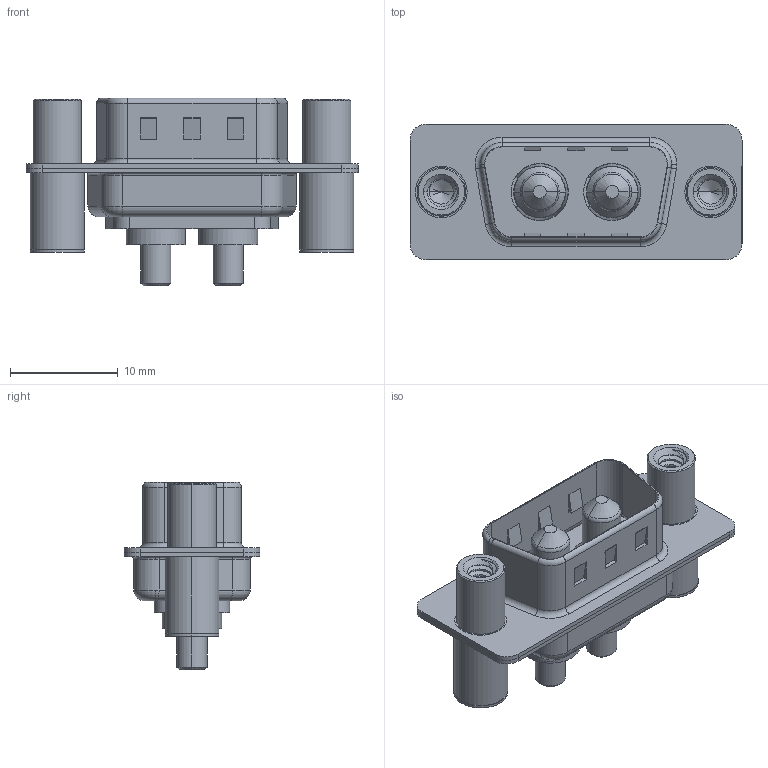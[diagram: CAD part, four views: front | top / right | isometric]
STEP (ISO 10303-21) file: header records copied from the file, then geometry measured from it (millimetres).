
FILE_DESCRIPTION (( 'STEP AP203' ), '1' );
FILE_NAME ('627-2W2-624-2T4.STEP', '2019-05-23T22:17:02', ( '' ), ( '' ), 'SwSTEP 2.0', 'SolidWorks 2016', '' );
FILE_SCHEMA (( 'CONFIG_CONTROL_DESIGN' ));
Length unit declared in the file: millimetre
Products named in the file (6): Power Pin_20A S; 627-2W2-624-2T4; 627Combo Housing_2W2; 627Combo Shell Rear_09 Contacts; 627Combo Shell Front_09 Contacts; 627Combo Threaded Standoff and Board Spacer_4
Assembly tree (7 placements, depth 2):
  627-2W2-624-2T4
    627Combo Housing_2W2
    627Combo Shell Rear_09 Contacts
    627Combo Shell Front_09 Contacts
    627Combo Threaded Standoff and Board Spacer_4  x2
    Power Pin_20A S  x2
Bounding box: 30.8 x 12.6 x 17.4 mm (x, y, z)
Volume: 1739 mm3; surface area: 4120.8 mm2
Topology: 9 solids, 9 shells, 470 faces, 1153 edges, 716 vertices
Faces by surface type: cylinder 219, plane 133, torus 58, cone 44, bspline 16
Entity records: 13349 total; most frequent: CARTESIAN_POINT 4159, DIRECTION 1847, ORIENTED_EDGE 1760, EDGE_CURVE 880, AXIS2_PLACEMENT_3D 710, VERTEX_POINT 551, VECTOR 427, LINE 427
